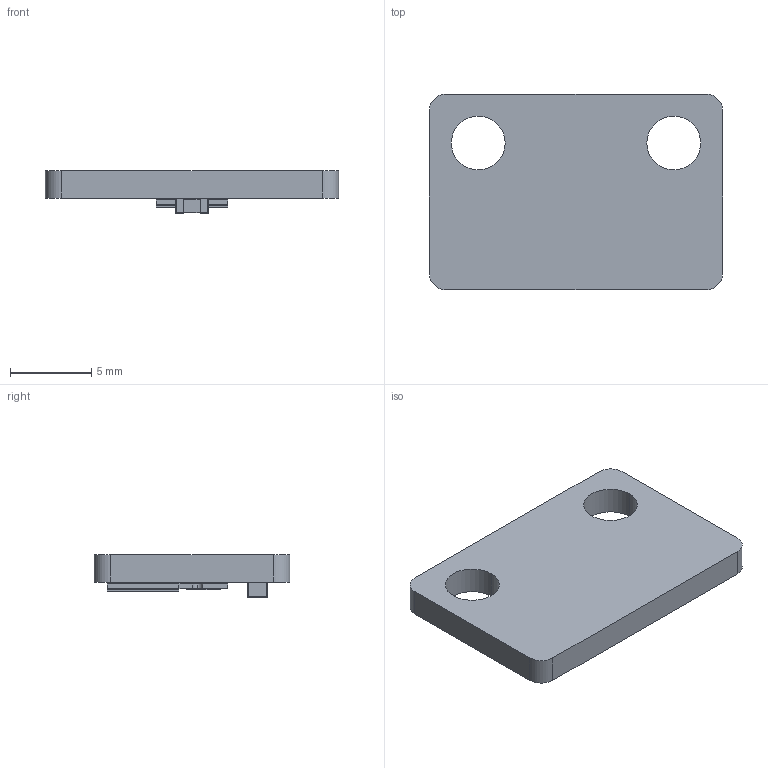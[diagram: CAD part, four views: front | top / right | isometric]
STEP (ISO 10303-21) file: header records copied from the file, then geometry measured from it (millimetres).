
FILE_DESCRIPTION (( 'STEP AP203' ), '1' );
FILE_NAME ('MTN10551-E0W.STEP', '2018-02-09T13:39:23', ( '' ), ( '' ), 'SwSTEP 2.0', 'SolidWorks 2016', '' );
FILE_SCHEMA (( 'CONFIG_CONTROL_DESIGN' ));
Length unit declared in the file: millimetre
Products named in the file (4): B1-SC_Standard; NTC_0805___ _________; MTN10551-E0W; B1_PCB_Standard
Assembly tree (3 placements, depth 2):
  MTN10551-E0W
    B1_PCB_Standard
    B1-SC_Standard
    NTC_0805___ _________
Bounding box: 18 x 12 x 2.63 mm (x, y, z)
Volume: 352.7 mm3; surface area: 848.6 mm2
Topology: 19 solids, 19 shells, 214 faces, 500 edges, 320 vertices
Faces by surface type: plane 133, cylinder 73, sphere 8
Entity records: 6460 total; most frequent: DIRECTION 1078, CARTESIAN_POINT 1032, ORIENTED_EDGE 984, EDGE_CURVE 492, AXIS2_PLACEMENT_3D 366, LINE 346, VECTOR 346, VERTEX_POINT 320
